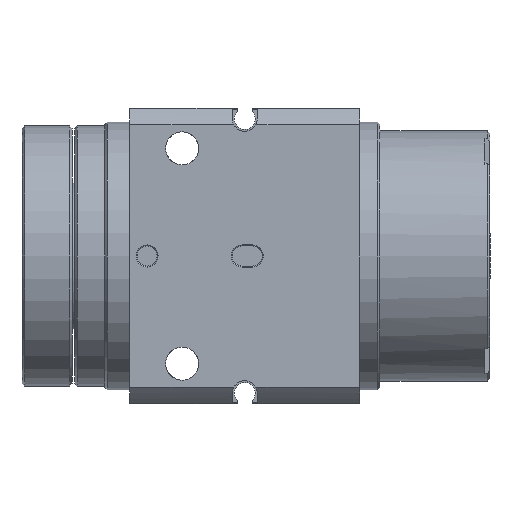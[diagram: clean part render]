
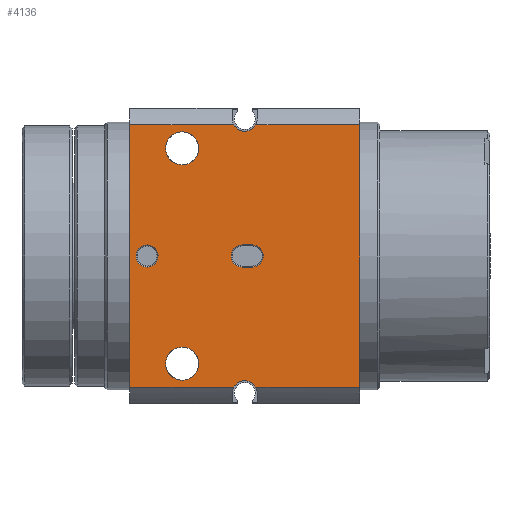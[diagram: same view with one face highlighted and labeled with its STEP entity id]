
A CAD part, left-side view. The second image highlights one B-rep face of the part: STEP entity #4136.
In plain terms, the highlighted planar face has unit normal (-1, 0, 0).
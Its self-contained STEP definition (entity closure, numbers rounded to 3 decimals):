
#115=FACE_BOUND('',#605,.T.);
#116=FACE_BOUND('',#606,.T.);
#117=FACE_BOUND('',#607,.T.);
#118=FACE_BOUND('',#608,.T.);
#261=PLANE('',#4493);
#363=FACE_OUTER_BOUND('',#604,.T.);
#604=EDGE_LOOP('',(#3021,#3022,#3023,#3024,#3025,#3026,#3027,#3028));
#605=EDGE_LOOP('',(#3029,#3030,#3031,#3032));
#606=EDGE_LOOP('',(#3033,#3034));
#607=EDGE_LOOP('',(#3035,#3036));
#608=EDGE_LOOP('',(#3037,#3038));
#858=LINE('',#6443,#1118);
#888=LINE('',#6621,#1148);
#904=LINE('',#6779,#1164);
#907=LINE('',#6796,#1167);
#908=LINE('',#6799,#1168);
#909=LINE('',#6801,#1169);
#910=LINE('',#6805,#1170);
#911=LINE('',#6809,#1171);
#1118=VECTOR('',#5023,1000.);
#1148=VECTOR('',#5147,1000.);
#1164=VECTOR('',#5255,1000.);
#1167=VECTOR('',#5264,1000.);
#1168=VECTOR('',#5267,1000.);
#1169=VECTOR('',#5268,1000.);
#1170=VECTOR('',#5271,1000.);
#1171=VECTOR('',#5274,1000.);
#1433=CIRCLE('',#4494,2.5);
#1434=CIRCLE('',#4495,2.5);
#1435=CIRCLE('',#4496,2.2);
#1436=CIRCLE('',#4497,2.2);
#1437=CIRCLE('',#4498,2.2);
#1438=CIRCLE('',#4499,2.2);
#1439=CIRCLE('',#4500,3.3);
#1440=CIRCLE('',#4501,3.3);
#1441=CIRCLE('',#4502,3.3);
#1442=CIRCLE('',#4503,3.3);
#1712=VERTEX_POINT('',#6440);
#1713=VERTEX_POINT('',#6442);
#1765=VERTEX_POINT('',#6618);
#1766=VERTEX_POINT('',#6620);
#1807=VERTEX_POINT('',#6778);
#1812=VERTEX_POINT('',#6795);
#1813=VERTEX_POINT('',#6797);
#1814=VERTEX_POINT('',#6800);
#1815=VERTEX_POINT('',#6803);
#1816=VERTEX_POINT('',#6804);
#1817=VERTEX_POINT('',#6806);
#1818=VERTEX_POINT('',#6808);
#1819=VERTEX_POINT('',#6811);
#1820=VERTEX_POINT('',#6812);
#1821=VERTEX_POINT('',#6815);
#1822=VERTEX_POINT('',#6816);
#1823=VERTEX_POINT('',#6819);
#1824=VERTEX_POINT('',#6820);
#2171=EDGE_CURVE('',#1712,#1713,#858,.T.);
#2239=EDGE_CURVE('',#1766,#1765,#888,.T.);
#2293=EDGE_CURVE('',#1713,#1807,#904,.T.);
#2299=EDGE_CURVE('',#1712,#1812,#907,.T.);
#2300=EDGE_CURVE('',#1813,#1812,#1433,.T.);
#2301=EDGE_CURVE('',#1813,#1766,#908,.T.);
#2302=EDGE_CURVE('',#1814,#1765,#909,.T.);
#2303=EDGE_CURVE('',#1807,#1814,#1434,.T.);
#2304=EDGE_CURVE('',#1815,#1816,#910,.T.);
#2305=EDGE_CURVE('',#1816,#1817,#1435,.T.);
#2306=EDGE_CURVE('',#1817,#1818,#911,.T.);
#2307=EDGE_CURVE('',#1818,#1815,#1436,.T.);
#2308=EDGE_CURVE('',#1819,#1820,#1437,.T.);
#2309=EDGE_CURVE('',#1820,#1819,#1438,.T.);
#2310=EDGE_CURVE('',#1821,#1822,#1439,.T.);
#2311=EDGE_CURVE('',#1822,#1821,#1440,.T.);
#2312=EDGE_CURVE('',#1823,#1824,#1441,.T.);
#2313=EDGE_CURVE('',#1824,#1823,#1442,.T.);
#3021=ORIENTED_EDGE('',*,*,#2299,.T.);
#3022=ORIENTED_EDGE('',*,*,#2300,.F.);
#3023=ORIENTED_EDGE('',*,*,#2301,.T.);
#3024=ORIENTED_EDGE('',*,*,#2239,.T.);
#3025=ORIENTED_EDGE('',*,*,#2302,.F.);
#3026=ORIENTED_EDGE('',*,*,#2303,.F.);
#3027=ORIENTED_EDGE('',*,*,#2293,.F.);
#3028=ORIENTED_EDGE('',*,*,#2171,.F.);
#3029=ORIENTED_EDGE('',*,*,#2304,.T.);
#3030=ORIENTED_EDGE('',*,*,#2305,.T.);
#3031=ORIENTED_EDGE('',*,*,#2306,.T.);
#3032=ORIENTED_EDGE('',*,*,#2307,.T.);
#3033=ORIENTED_EDGE('',*,*,#2308,.T.);
#3034=ORIENTED_EDGE('',*,*,#2309,.T.);
#3035=ORIENTED_EDGE('',*,*,#2310,.F.);
#3036=ORIENTED_EDGE('',*,*,#2311,.F.);
#3037=ORIENTED_EDGE('',*,*,#2312,.F.);
#3038=ORIENTED_EDGE('',*,*,#2313,.F.);
#4136=ADVANCED_FACE('',(#363,#115,#116,#117,#118),#261,.F.);
#4493=AXIS2_PLACEMENT_3D('',#6794,#5262,#5263);
#4494=AXIS2_PLACEMENT_3D('',#6798,#5265,#5266);
#4495=AXIS2_PLACEMENT_3D('',#6802,#5269,#5270);
#4496=AXIS2_PLACEMENT_3D('',#6807,#5272,#5273);
#4497=AXIS2_PLACEMENT_3D('',#6810,#5275,#5276);
#4498=AXIS2_PLACEMENT_3D('',#6813,#5277,#5278);
#4499=AXIS2_PLACEMENT_3D('',#6814,#5279,#5280);
#4500=AXIS2_PLACEMENT_3D('',#6817,#5281,#5282);
#4501=AXIS2_PLACEMENT_3D('',#6818,#5283,#5284);
#4502=AXIS2_PLACEMENT_3D('',#6821,#5285,#5286);
#4503=AXIS2_PLACEMENT_3D('',#6822,#5287,#5288);
#5023=DIRECTION('',(0.,0.,1.));
#5147=DIRECTION('',(0.,0.,1.));
#5255=DIRECTION('',(0.,-1.,0.));
#5262=DIRECTION('center_axis',(1.,0.,0.));
#5263=DIRECTION('ref_axis',(0.,0.,-1.));
#5264=DIRECTION('',(0.,-1.,0.));
#5265=DIRECTION('center_axis',(-1.,0.,0.));
#5266=DIRECTION('ref_axis',(0.,0.,1.));
#5267=DIRECTION('',(0.,-1.,0.));
#5268=DIRECTION('',(0.,-1.,0.));
#5269=DIRECTION('center_axis',(-1.,0.,0.));
#5270=DIRECTION('ref_axis',(0.,0.,1.));
#5271=DIRECTION('',(0.,-1.,0.));
#5272=DIRECTION('center_axis',(1.,0.,0.));
#5273=DIRECTION('ref_axis',(0.,0.,-1.));
#5274=DIRECTION('',(0.,1.,0.));
#5275=DIRECTION('center_axis',(1.,0.,0.));
#5276=DIRECTION('ref_axis',(0.,0.,-1.));
#5277=DIRECTION('center_axis',(1.,0.,0.));
#5278=DIRECTION('ref_axis',(0.,0.,-1.));
#5279=DIRECTION('center_axis',(1.,0.,0.));
#5280=DIRECTION('ref_axis',(0.,0.,-1.));
#5281=DIRECTION('center_axis',(-1.,0.,0.));
#5282=DIRECTION('ref_axis',(0.,0.,1.));
#5283=DIRECTION('center_axis',(-1.,0.,0.));
#5284=DIRECTION('ref_axis',(0.,0.,1.));
#5285=DIRECTION('center_axis',(-1.,0.,0.));
#5286=DIRECTION('ref_axis',(0.,0.,1.));
#5287=DIRECTION('center_axis',(-1.,0.,0.));
#5288=DIRECTION('ref_axis',(0.,0.,1.));
#6440=CARTESIAN_POINT('',(-29.5,46.,-26.268));
#6442=CARTESIAN_POINT('',(-29.5,46.,26.268));
#6443=CARTESIAN_POINT('',(-29.5,46.,-26.268));
#6618=CARTESIAN_POINT('',(-29.5,0.,26.268));
#6620=CARTESIAN_POINT('',(-29.5,0.,-26.268));
#6621=CARTESIAN_POINT('',(-29.5,0.,-26.268));
#6778=CARTESIAN_POINT('',(-29.5,25.229,26.268));
#6779=CARTESIAN_POINT('',(-29.5,46.,26.268));
#6794=CARTESIAN_POINT('Origin',(-29.5,46.,-26.268));
#6795=CARTESIAN_POINT('',(-29.5,25.229,-26.268));
#6796=CARTESIAN_POINT('',(-29.5,46.,-26.268));
#6797=CARTESIAN_POINT('',(-29.5,20.771,-26.268));
#6798=CARTESIAN_POINT('Origin',(-29.5,23.,-27.4));
#6799=CARTESIAN_POINT('',(-29.5,46.,-26.268));
#6800=CARTESIAN_POINT('',(-29.5,20.771,26.268));
#6801=CARTESIAN_POINT('',(-29.5,46.,26.268));
#6802=CARTESIAN_POINT('Origin',(-29.5,23.,27.4));
#6803=CARTESIAN_POINT('',(-29.5,23.5,2.2));
#6804=CARTESIAN_POINT('',(-29.5,21.5,2.2));
#6805=CARTESIAN_POINT('',(-29.5,46.,2.2));
#6806=CARTESIAN_POINT('',(-29.5,21.5,-2.2));
#6807=CARTESIAN_POINT('Origin',(-29.5,21.5,0.));
#6808=CARTESIAN_POINT('',(-29.5,23.5,-2.2));
#6809=CARTESIAN_POINT('',(-29.5,46.,-2.2));
#6810=CARTESIAN_POINT('Origin',(-29.5,23.5,0.));
#6811=CARTESIAN_POINT('',(-29.5,42.5,2.2));
#6812=CARTESIAN_POINT('',(-29.5,42.5,-2.2));
#6813=CARTESIAN_POINT('Origin',(-29.5,42.5,0.));
#6814=CARTESIAN_POINT('Origin',(-29.5,42.5,0.));
#6815=CARTESIAN_POINT('',(-29.5,35.5,24.8));
#6816=CARTESIAN_POINT('',(-29.5,35.5,18.2));
#6817=CARTESIAN_POINT('Origin',(-29.5,35.5,21.5));
#6818=CARTESIAN_POINT('Origin',(-29.5,35.5,21.5));
#6819=CARTESIAN_POINT('',(-29.5,35.5,-18.2));
#6820=CARTESIAN_POINT('',(-29.5,35.5,-24.8));
#6821=CARTESIAN_POINT('Origin',(-29.5,35.5,-21.5));
#6822=CARTESIAN_POINT('Origin',(-29.5,35.5,-21.5));
